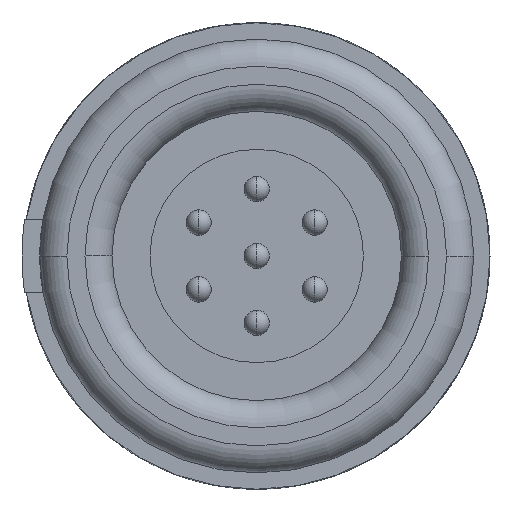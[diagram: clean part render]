
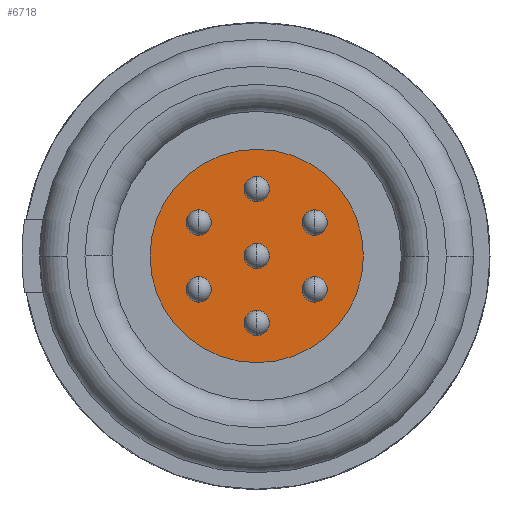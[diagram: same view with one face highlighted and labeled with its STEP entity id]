
A CAD part, left-side view. The second image highlights one B-rep face of the part: STEP entity #6718.
In plain terms, the highlighted planar face has unit normal (-1, 0, 0).
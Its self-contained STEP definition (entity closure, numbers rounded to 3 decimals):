
#1317=CARTESIAN_POINT('',(-3.,0.,0.));
#1318=DIRECTION('',(-1.,0.,0.));
#1319=DIRECTION('',(0.,1.,0.));
#1320=AXIS2_PLACEMENT_3D('',#1317,#1318,#1319);
#1335=CARTESIAN_POINT('',(-3.,0.,0.));
#1336=DIRECTION('',(-1.,0.,0.));
#1337=DIRECTION('',(0.,-1.,0.));
#1338=AXIS2_PLACEMENT_3D('',#1335,#1336,#1337);
#2489=CARTESIAN_POINT('',(-3.,0.,0.));
#2490=DIRECTION('',(-1.,0.,0.));
#2491=DIRECTION('',(0.,0.,1.));
#2492=AXIS2_PLACEMENT_3D('',#2489,#2490,#2491);
#2494=CARTESIAN_POINT('',(-3.,0.,0.));
#2495=DIRECTION('',(-1.,0.,0.));
#2496=DIRECTION('',(0.,0.,-1.));
#2497=AXIS2_PLACEMENT_3D('',#2494,#2495,#2496);
#2499=CARTESIAN_POINT('',(-3.,0.,-1.85));
#2500=DIRECTION('',(-1.,0.,0.));
#2501=DIRECTION('',(0.,0.,1.));
#2502=AXIS2_PLACEMENT_3D('',#2499,#2500,#2501);
#2504=CARTESIAN_POINT('',(-3.,0.,-1.85));
#2505=DIRECTION('',(-1.,0.,0.));
#2506=DIRECTION('',(0.,0.,-1.));
#2507=AXIS2_PLACEMENT_3D('',#2504,#2505,#2506);
#2509=CARTESIAN_POINT('',(-3.,1.602,0.925));
#2510=DIRECTION('',(-1.,0.,0.));
#2511=DIRECTION('',(0.,0.,1.));
#2512=AXIS2_PLACEMENT_3D('',#2509,#2510,#2511);
#2514=CARTESIAN_POINT('',(-3.,1.602,0.925));
#2515=DIRECTION('',(-1.,0.,0.));
#2516=DIRECTION('',(0.,0.,-1.));
#2517=AXIS2_PLACEMENT_3D('',#2514,#2515,#2516);
#2519=CARTESIAN_POINT('',(-3.,1.602,-0.925));
#2520=DIRECTION('',(-1.,0.,0.));
#2521=DIRECTION('',(0.,0.,1.));
#2522=AXIS2_PLACEMENT_3D('',#2519,#2520,#2521);
#2524=CARTESIAN_POINT('',(-3.,1.602,-0.925));
#2525=DIRECTION('',(-1.,0.,0.));
#2526=DIRECTION('',(0.,0.,-1.));
#2527=AXIS2_PLACEMENT_3D('',#2524,#2525,#2526);
#2529=CARTESIAN_POINT('',(-3.,-1.602,-0.925));
#2530=DIRECTION('',(-1.,0.,0.));
#2531=DIRECTION('',(0.,0.,1.));
#2532=AXIS2_PLACEMENT_3D('',#2529,#2530,#2531);
#2534=CARTESIAN_POINT('',(-3.,-1.602,-0.925));
#2535=DIRECTION('',(-1.,0.,0.));
#2536=DIRECTION('',(0.,0.,-1.));
#2537=AXIS2_PLACEMENT_3D('',#2534,#2535,#2536);
#2539=CARTESIAN_POINT('',(-3.,0.,1.85));
#2540=DIRECTION('',(-1.,0.,0.));
#2541=DIRECTION('',(0.,0.,1.));
#2542=AXIS2_PLACEMENT_3D('',#2539,#2540,#2541);
#2544=CARTESIAN_POINT('',(-3.,0.,1.85));
#2545=DIRECTION('',(-1.,0.,0.));
#2546=DIRECTION('',(0.,0.,-1.));
#2547=AXIS2_PLACEMENT_3D('',#2544,#2545,#2546);
#2549=CARTESIAN_POINT('',(-3.,-1.602,0.925));
#2550=DIRECTION('',(-1.,0.,0.));
#2551=DIRECTION('',(0.,0.,1.));
#2552=AXIS2_PLACEMENT_3D('',#2549,#2550,#2551);
#2554=CARTESIAN_POINT('',(-3.,-1.602,0.925));
#2555=DIRECTION('',(-1.,0.,0.));
#2556=DIRECTION('',(0.,0.,-1.));
#2557=AXIS2_PLACEMENT_3D('',#2554,#2555,#2556);
#3653=CARTESIAN_POINT('',(-3.,0.,0.35));
#3654=CARTESIAN_POINT('',(-3.,0.,-0.35));
#3655=VERTEX_POINT('',#3653);
#3656=VERTEX_POINT('',#3654);
#3657=CARTESIAN_POINT('',(-3.,0.,-1.5));
#3658=CARTESIAN_POINT('',(-3.,0.,-2.2));
#3659=VERTEX_POINT('',#3657);
#3660=VERTEX_POINT('',#3658);
#3661=CARTESIAN_POINT('',(-3.,1.602,1.275));
#3662=CARTESIAN_POINT('',(-3.,1.602,0.575));
#3663=VERTEX_POINT('',#3661);
#3664=VERTEX_POINT('',#3662);
#3665=CARTESIAN_POINT('',(-3.,1.602,-0.575));
#3666=CARTESIAN_POINT('',(-3.,1.602,-1.275));
#3667=VERTEX_POINT('',#3665);
#3668=VERTEX_POINT('',#3666);
#3669=CARTESIAN_POINT('',(-3.,-1.602,-0.575));
#3670=CARTESIAN_POINT('',(-3.,-1.602,-1.275));
#3671=VERTEX_POINT('',#3669);
#3672=VERTEX_POINT('',#3670);
#3673=CARTESIAN_POINT('',(-3.,0.,2.2));
#3674=CARTESIAN_POINT('',(-3.,0.,1.5));
#3675=VERTEX_POINT('',#3673);
#3676=VERTEX_POINT('',#3674);
#3677=CARTESIAN_POINT('',(-3.,-1.602,1.275));
#3678=CARTESIAN_POINT('',(-3.,-1.602,0.575));
#3679=VERTEX_POINT('',#3677);
#3680=VERTEX_POINT('',#3678);
#3871=CARTESIAN_POINT('',(-3.,-2.95,0.));
#3872=CARTESIAN_POINT('',(-3.,2.95,0.));
#3873=VERTEX_POINT('',#3871);
#3874=VERTEX_POINT('',#3872);
#6667=CARTESIAN_POINT('',(-3.,0.,0.));
#6668=DIRECTION('',(1.,0.,0.));
#6669=DIRECTION('',(0.,0.,-1.));
#6670=AXIS2_PLACEMENT_3D('',#6667,#6668,#6669);
#6671=PLANE('',#6670);
#6672=ORIENTED_EDGE('',*,*,#4864,.F.);
#6673=ORIENTED_EDGE('',*,*,#4835,.F.);
#6674=EDGE_LOOP('',(#6672,#6673));
#6675=FACE_OUTER_BOUND('',#6674,.F.);
#6677=ORIENTED_EDGE('',*,*,#6676,.T.);
#6679=ORIENTED_EDGE('',*,*,#6678,.T.);
#6680=EDGE_LOOP('',(#6677,#6679));
#6681=FACE_BOUND('',#6680,.F.);
#6683=ORIENTED_EDGE('',*,*,#6682,.T.);
#6685=ORIENTED_EDGE('',*,*,#6684,.T.);
#6686=EDGE_LOOP('',(#6683,#6685));
#6687=FACE_BOUND('',#6686,.F.);
#6689=ORIENTED_EDGE('',*,*,#6688,.T.);
#6691=ORIENTED_EDGE('',*,*,#6690,.T.);
#6692=EDGE_LOOP('',(#6689,#6691));
#6693=FACE_BOUND('',#6692,.F.);
#6695=ORIENTED_EDGE('',*,*,#6694,.T.);
#6697=ORIENTED_EDGE('',*,*,#6696,.T.);
#6698=EDGE_LOOP('',(#6695,#6697));
#6699=FACE_BOUND('',#6698,.F.);
#6701=ORIENTED_EDGE('',*,*,#6700,.T.);
#6703=ORIENTED_EDGE('',*,*,#6702,.T.);
#6704=EDGE_LOOP('',(#6701,#6703));
#6705=FACE_BOUND('',#6704,.F.);
#6707=ORIENTED_EDGE('',*,*,#6706,.T.);
#6709=ORIENTED_EDGE('',*,*,#6708,.T.);
#6710=EDGE_LOOP('',(#6707,#6709));
#6711=FACE_BOUND('',#6710,.F.);
#6713=ORIENTED_EDGE('',*,*,#6712,.T.);
#6715=ORIENTED_EDGE('',*,*,#6714,.T.);
#6716=EDGE_LOOP('',(#6713,#6715));
#6717=FACE_BOUND('',#6716,.F.);
#6718=ADVANCED_FACE('',(#6675,#6681,#6687,#6693,#6699,#6705,#6711,#6717),#6671,
.F.);
#1321=CIRCLE('',#1320,2.95);
#1339=CIRCLE('',#1338,2.95);
#2493=CIRCLE('',#2492,0.35);
#2498=CIRCLE('',#2497,0.35);
#2503=CIRCLE('',#2502,0.35);
#2508=CIRCLE('',#2507,0.35);
#2513=CIRCLE('',#2512,0.35);
#2518=CIRCLE('',#2517,0.35);
#2523=CIRCLE('',#2522,0.35);
#2528=CIRCLE('',#2527,0.35);
#2533=CIRCLE('',#2532,0.35);
#2538=CIRCLE('',#2537,0.35);
#2543=CIRCLE('',#2542,0.35);
#2548=CIRCLE('',#2547,0.35);
#2553=CIRCLE('',#2552,0.35);
#2558=CIRCLE('',#2557,0.35);
#4835=EDGE_CURVE('',#3874,#3873,#1321,.T.);
#4864=EDGE_CURVE('',#3873,#3874,#1339,.T.);
#6676=EDGE_CURVE('',#3655,#3656,#2493,.T.);
#6678=EDGE_CURVE('',#3656,#3655,#2498,.T.);
#6682=EDGE_CURVE('',#3659,#3660,#2503,.T.);
#6684=EDGE_CURVE('',#3660,#3659,#2508,.T.);
#6688=EDGE_CURVE('',#3663,#3664,#2513,.T.);
#6690=EDGE_CURVE('',#3664,#3663,#2518,.T.);
#6694=EDGE_CURVE('',#3667,#3668,#2523,.T.);
#6696=EDGE_CURVE('',#3668,#3667,#2528,.T.);
#6700=EDGE_CURVE('',#3671,#3672,#2533,.T.);
#6702=EDGE_CURVE('',#3672,#3671,#2538,.T.);
#6706=EDGE_CURVE('',#3675,#3676,#2543,.T.);
#6708=EDGE_CURVE('',#3676,#3675,#2548,.T.);
#6712=EDGE_CURVE('',#3679,#3680,#2553,.T.);
#6714=EDGE_CURVE('',#3680,#3679,#2558,.T.);
